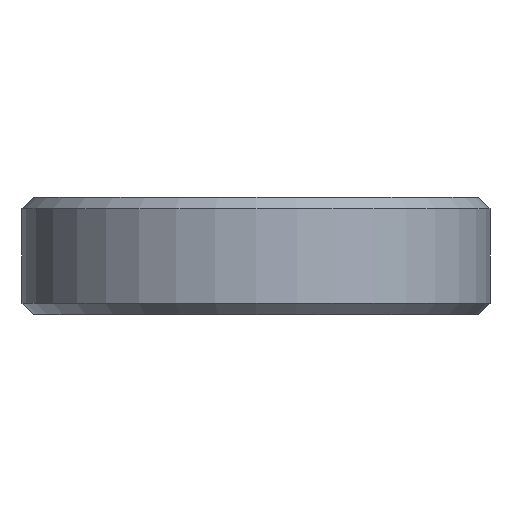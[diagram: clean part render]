
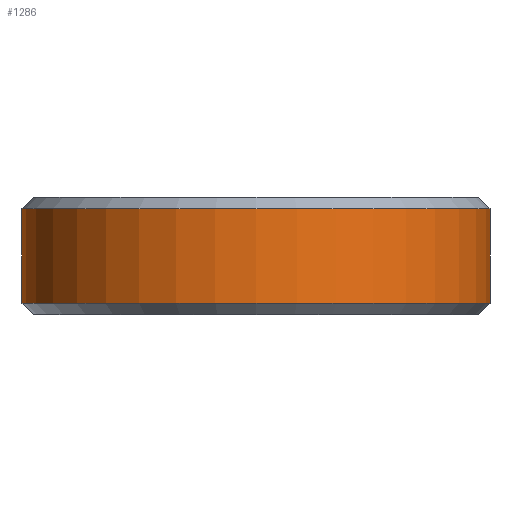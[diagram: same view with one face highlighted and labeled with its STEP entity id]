
A CAD part, left-side view. The second image highlights one B-rep face of the part: STEP entity #1286.
In plain terms, the highlighted cylindrical face has radius 6.25 mm (diameter 12.5 mm), a partial arc.
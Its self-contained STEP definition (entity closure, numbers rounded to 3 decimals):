
#144 = VERTEX_POINT('',#145);
#145 = CARTESIAN_POINT('',(0.,-6.25,0.3));
#161 = CONICAL_SURFACE('',#162,6.25,0.785);
#162 = AXIS2_PLACEMENT_3D('',#163,#164,#165);
#163 = CARTESIAN_POINT('',(0.,0.,0.3));
#164 = DIRECTION('',(0.,0.,1.));
#165 = DIRECTION('',(0.,1.,0.));
#187 = PLANE('',#188);
#188 = AXIS2_PLACEMENT_3D('',#189,#190,#191);
#189 = CARTESIAN_POINT('',(212.5,-6.25,0.));
#190 = DIRECTION('',(0.,-1.,0.));
#191 = DIRECTION('',(-1.,0.,0.));
#290 = PLANE('',#291);
#291 = AXIS2_PLACEMENT_3D('',#292,#293,#294);
#292 = CARTESIAN_POINT('',(212.5,6.25,0.));
#293 = DIRECTION('',(0.,-1.,0.));
#294 = DIRECTION('',(-1.,0.,0.));
#639 = VERTEX_POINT('',#640);
#640 = CARTESIAN_POINT('',(0.,6.25,0.3));
#687 = EDGE_CURVE('',#639,#144,#688,.T.);
#688 = SURFACE_CURVE('',#689,(#694,#701),.PCURVE_S1.);
#689 = CIRCLE('',#690,6.25);
#690 = AXIS2_PLACEMENT_3D('',#691,#692,#693);
#691 = CARTESIAN_POINT('',(0.,0.,0.3));
#692 = DIRECTION('',(0.,-0.,1.));
#693 = DIRECTION('',(0.,1.,0.));
#694 = PCURVE('',#161,#695);
#695 = DEFINITIONAL_REPRESENTATION('',(#696),#700);
#696 = LINE('',#697,#698);
#697 = CARTESIAN_POINT('',(0.,-0.));
#698 = VECTOR('',#699,1.);
#699 = DIRECTION('',(1.,-0.));
#700 = ( GEOMETRIC_REPRESENTATION_CONTEXT(2) 
PARAMETRIC_REPRESENTATION_CONTEXT() REPRESENTATION_CONTEXT('2D SPACE',''
  ) );
#701 = PCURVE('',#702,#707);
#702 = CYLINDRICAL_SURFACE('',#703,6.25);
#703 = AXIS2_PLACEMENT_3D('',#704,#705,#706);
#704 = CARTESIAN_POINT('',(0.,0.,0.));
#705 = DIRECTION('',(-0.,-0.,-1.));
#706 = DIRECTION('',(1.,0.,0.));
#707 = DEFINITIONAL_REPRESENTATION('',(#708),#712);
#708 = LINE('',#709,#710);
#709 = CARTESIAN_POINT('',(-1.571,-0.3));
#710 = VECTOR('',#711,1.);
#711 = DIRECTION('',(-1.,0.));
#712 = ( GEOMETRIC_REPRESENTATION_CONTEXT(2) 
PARAMETRIC_REPRESENTATION_CONTEXT() REPRESENTATION_CONTEXT('2D SPACE',''
  ) );
#721 = VERTEX_POINT('',#722);
#722 = CARTESIAN_POINT('',(0.,-6.25,2.825));
#748 = EDGE_CURVE('',#144,#721,#749,.T.);
#749 = SURFACE_CURVE('',#750,(#754,#761),.PCURVE_S1.);
#750 = LINE('',#751,#752);
#751 = CARTESIAN_POINT('',(0.,-6.25,0.));
#752 = VECTOR('',#753,1.);
#753 = DIRECTION('',(0.,0.,1.));
#754 = PCURVE('',#187,#755);
#755 = DEFINITIONAL_REPRESENTATION('',(#756),#760);
#756 = LINE('',#757,#758);
#757 = CARTESIAN_POINT('',(212.5,0.));
#758 = VECTOR('',#759,1.);
#759 = DIRECTION('',(0.,-1.));
#760 = ( GEOMETRIC_REPRESENTATION_CONTEXT(2) 
PARAMETRIC_REPRESENTATION_CONTEXT() REPRESENTATION_CONTEXT('2D SPACE',''
  ) );
#761 = PCURVE('',#702,#762);
#762 = DEFINITIONAL_REPRESENTATION('',(#763),#767);
#763 = LINE('',#764,#765);
#764 = CARTESIAN_POINT('',(-4.712,0.));
#765 = VECTOR('',#766,1.);
#766 = DIRECTION('',(-0.,-1.));
#767 = ( GEOMETRIC_REPRESENTATION_CONTEXT(2) 
PARAMETRIC_REPRESENTATION_CONTEXT() REPRESENTATION_CONTEXT('2D SPACE',''
  ) );
#857 = VERTEX_POINT('',#858);
#858 = CARTESIAN_POINT('',(0.,6.25,2.825));
#879 = EDGE_CURVE('',#639,#857,#880,.T.);
#880 = SURFACE_CURVE('',#881,(#885,#892),.PCURVE_S1.);
#881 = LINE('',#882,#883);
#882 = CARTESIAN_POINT('',(0.,6.25,0.));
#883 = VECTOR('',#884,1.);
#884 = DIRECTION('',(0.,0.,1.));
#885 = PCURVE('',#290,#886);
#886 = DEFINITIONAL_REPRESENTATION('',(#887),#891);
#887 = LINE('',#888,#889);
#888 = CARTESIAN_POINT('',(212.5,0.));
#889 = VECTOR('',#890,1.);
#890 = DIRECTION('',(0.,-1.));
#891 = ( GEOMETRIC_REPRESENTATION_CONTEXT(2) 
PARAMETRIC_REPRESENTATION_CONTEXT() REPRESENTATION_CONTEXT('2D SPACE',''
  ) );
#892 = PCURVE('',#702,#893);
#893 = DEFINITIONAL_REPRESENTATION('',(#894),#898);
#894 = LINE('',#895,#896);
#895 = CARTESIAN_POINT('',(-1.571,0.));
#896 = VECTOR('',#897,1.);
#897 = DIRECTION('',(-0.,-1.));
#898 = ( GEOMETRIC_REPRESENTATION_CONTEXT(2) 
PARAMETRIC_REPRESENTATION_CONTEXT() REPRESENTATION_CONTEXT('2D SPACE',''
  ) );
#1286 = ADVANCED_FACE('',(#1287),#702,.T.);
#1287 = FACE_BOUND('',#1288,.F.);
#1288 = EDGE_LOOP('',(#1289,#1290,#1317,#1318));
#1289 = ORIENTED_EDGE('',*,*,#879,.T.);
#1290 = ORIENTED_EDGE('',*,*,#1291,.T.);
#1291 = EDGE_CURVE('',#857,#721,#1292,.T.);
#1292 = SURFACE_CURVE('',#1293,(#1298,#1305),.PCURVE_S1.);
#1293 = CIRCLE('',#1294,6.25);
#1294 = AXIS2_PLACEMENT_3D('',#1295,#1296,#1297);
#1295 = CARTESIAN_POINT('',(0.,0.,2.825));
#1296 = DIRECTION('',(0.,-0.,1.));
#1297 = DIRECTION('',(0.,1.,0.));
#1298 = PCURVE('',#702,#1299);
#1299 = DEFINITIONAL_REPRESENTATION('',(#1300),#1304);
#1300 = LINE('',#1301,#1302);
#1301 = CARTESIAN_POINT('',(-1.571,-2.825));
#1302 = VECTOR('',#1303,1.);
#1303 = DIRECTION('',(-1.,0.));
#1304 = ( GEOMETRIC_REPRESENTATION_CONTEXT(2) 
PARAMETRIC_REPRESENTATION_CONTEXT() REPRESENTATION_CONTEXT('2D SPACE',''
  ) );
#1305 = PCURVE('',#1306,#1311);
#1306 = CONICAL_SURFACE('',#1307,6.25,0.785);
#1307 = AXIS2_PLACEMENT_3D('',#1308,#1309,#1310);
#1308 = CARTESIAN_POINT('',(0.,0.,2.825));
#1309 = DIRECTION('',(-0.,-0.,-1.));
#1310 = DIRECTION('',(0.,1.,0.));
#1311 = DEFINITIONAL_REPRESENTATION('',(#1312),#1316);
#1312 = LINE('',#1313,#1314);
#1313 = CARTESIAN_POINT('',(-0.,-0.));
#1314 = VECTOR('',#1315,1.);
#1315 = DIRECTION('',(-1.,-0.));
#1316 = ( GEOMETRIC_REPRESENTATION_CONTEXT(2) 
PARAMETRIC_REPRESENTATION_CONTEXT() REPRESENTATION_CONTEXT('2D SPACE',''
  ) );
#1317 = ORIENTED_EDGE('',*,*,#748,.F.);
#1318 = ORIENTED_EDGE('',*,*,#687,.F.);
